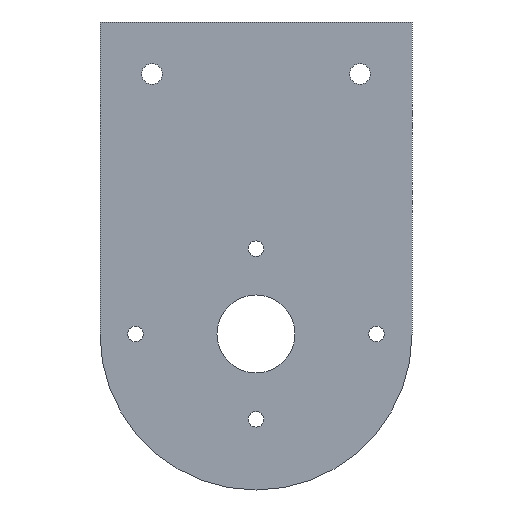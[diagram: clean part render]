
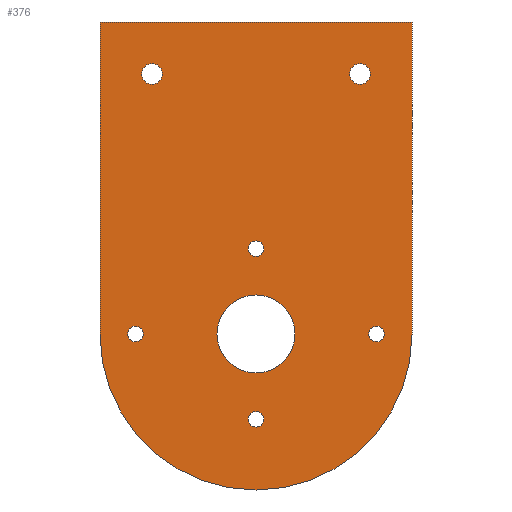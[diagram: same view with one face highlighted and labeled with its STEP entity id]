
A CAD part, left-side view. The second image highlights one B-rep face of the part: STEP entity #376.
In plain terms, the highlighted planar face has unit normal (-1, 0, 0).
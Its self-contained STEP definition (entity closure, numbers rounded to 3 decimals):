
#1=CARTESIAN_POINT('',(0.,0.,0.));
#2=DIRECTION('',(-1.,0.,0.));
#3=DIRECTION('',(0.,-1.,0.));
#4=AXIS2_PLACEMENT_3D('',#1,#2,#3);
#6=CARTESIAN_POINT('',(0.,0.,0.));
#7=DIRECTION('',(-1.,0.,0.));
#8=DIRECTION('',(0.,1.,0.));
#9=AXIS2_PLACEMENT_3D('',#6,#7,#8);
#11=CARTESIAN_POINT('',(0.,23.2,0.));
#12=DIRECTION('',(-1.,0.,0.));
#13=DIRECTION('',(0.,-1.,0.));
#14=AXIS2_PLACEMENT_3D('',#11,#12,#13);
#16=CARTESIAN_POINT('',(0.,23.2,0.));
#17=DIRECTION('',(-1.,0.,0.));
#18=DIRECTION('',(0.,1.,0.));
#19=AXIS2_PLACEMENT_3D('',#16,#17,#18);
#21=CARTESIAN_POINT('',(0.,-23.2,0.));
#22=DIRECTION('',(-1.,0.,0.));
#23=DIRECTION('',(0.,-1.,0.));
#24=AXIS2_PLACEMENT_3D('',#21,#22,#23);
#26=CARTESIAN_POINT('',(0.,-23.2,0.));
#27=DIRECTION('',(-1.,0.,0.));
#28=DIRECTION('',(0.,1.,0.));
#29=AXIS2_PLACEMENT_3D('',#26,#27,#28);
#31=CARTESIAN_POINT('',(0.,0.,-16.4));
#32=DIRECTION('',(-1.,0.,0.));
#33=DIRECTION('',(0.,-1.,0.));
#34=AXIS2_PLACEMENT_3D('',#31,#32,#33);
#36=CARTESIAN_POINT('',(0.,0.,-16.4));
#37=DIRECTION('',(-1.,0.,0.));
#38=DIRECTION('',(0.,1.,0.));
#39=AXIS2_PLACEMENT_3D('',#36,#37,#38);
#41=CARTESIAN_POINT('',(0.,0.,16.4));
#42=DIRECTION('',(-1.,0.,0.));
#43=DIRECTION('',(0.,-1.,0.));
#44=AXIS2_PLACEMENT_3D('',#41,#42,#43);
#46=CARTESIAN_POINT('',(0.,0.,16.4));
#47=DIRECTION('',(-1.,0.,0.));
#48=DIRECTION('',(0.,1.,0.));
#49=AXIS2_PLACEMENT_3D('',#46,#47,#48);
#51=CARTESIAN_POINT('',(0.,0.,0.));
#52=DIRECTION('',(1.,0.,0.));
#53=DIRECTION('',(0.,-1.,0.));
#54=AXIS2_PLACEMENT_3D('',#51,#52,#53);
#56=DIRECTION('',(0.,0.,1.));
#57=VECTOR('',#56,60.);
#58=CARTESIAN_POINT('',(0.,30.,0.));
#59=LINE('',#58,#57);
#60=DIRECTION('',(0.,-1.,0.));
#61=VECTOR('',#60,60.);
#62=CARTESIAN_POINT('',(0.,30.,60.));
#63=LINE('',#62,#61);
#64=DIRECTION('',(0.,0.,-1.));
#65=VECTOR('',#64,60.);
#66=CARTESIAN_POINT('',(0.,-30.,60.));
#67=LINE('',#66,#65);
#68=CARTESIAN_POINT('',(0.,20.,50.));
#69=DIRECTION('',(1.,0.,0.));
#70=DIRECTION('',(0.,-1.,0.));
#71=AXIS2_PLACEMENT_3D('',#68,#69,#70);
#73=CARTESIAN_POINT('',(0.,20.,50.));
#74=DIRECTION('',(1.,0.,0.));
#75=DIRECTION('',(0.,1.,0.));
#76=AXIS2_PLACEMENT_3D('',#73,#74,#75);
#78=CARTESIAN_POINT('',(0.,-20.,50.));
#79=DIRECTION('',(1.,0.,0.));
#80=DIRECTION('',(0.,-1.,0.));
#81=AXIS2_PLACEMENT_3D('',#78,#79,#80);
#83=CARTESIAN_POINT('',(0.,-20.,50.));
#84=DIRECTION('',(1.,0.,0.));
#85=DIRECTION('',(0.,1.,0.));
#86=AXIS2_PLACEMENT_3D('',#83,#84,#85);
#247=CARTESIAN_POINT('',(0.,-7.5,0.));
#248=CARTESIAN_POINT('',(0.,7.5,0.));
#249=VERTEX_POINT('',#247);
#250=VERTEX_POINT('',#248);
#251=CARTESIAN_POINT('',(0.,21.7,0.));
#252=CARTESIAN_POINT('',(0.,24.7,0.));
#253=VERTEX_POINT('',#251);
#254=VERTEX_POINT('',#252);
#255=CARTESIAN_POINT('',(0.,-24.7,0.));
#256=CARTESIAN_POINT('',(0.,-21.7,0.));
#257=VERTEX_POINT('',#255);
#258=VERTEX_POINT('',#256);
#259=CARTESIAN_POINT('',(0.,-1.5,-16.4));
#260=CARTESIAN_POINT('',(0.,1.5,-16.4));
#261=VERTEX_POINT('',#259);
#262=VERTEX_POINT('',#260);
#263=CARTESIAN_POINT('',(0.,-1.5,16.4));
#264=CARTESIAN_POINT('',(0.,1.5,16.4));
#265=VERTEX_POINT('',#263);
#266=VERTEX_POINT('',#264);
#287=CARTESIAN_POINT('',(0.,30.,60.));
#288=CARTESIAN_POINT('',(0.,-30.,60.));
#289=VERTEX_POINT('',#287);
#290=VERTEX_POINT('',#288);
#295=CARTESIAN_POINT('',(0.,30.,0.));
#297=VERTEX_POINT('',#295);
#299=CARTESIAN_POINT('',(0.,-30.,0.));
#301=VERTEX_POINT('',#299);
#303=CARTESIAN_POINT('',(0.,18.,50.));
#304=CARTESIAN_POINT('',(0.,22.,50.));
#305=VERTEX_POINT('',#303);
#306=VERTEX_POINT('',#304);
#307=CARTESIAN_POINT('',(0.,-22.,50.));
#308=CARTESIAN_POINT('',(0.,-18.,50.));
#309=VERTEX_POINT('',#307);
#310=VERTEX_POINT('',#308);
#319=CARTESIAN_POINT('',(0.,0.,0.));
#320=DIRECTION('',(1.,0.,0.));
#321=DIRECTION('',(0.,-1.,0.));
#322=AXIS2_PLACEMENT_3D('',#319,#320,#321);
#323=PLANE('',#322);
#325=ORIENTED_EDGE('',*,*,#324,.T.);
#327=ORIENTED_EDGE('',*,*,#326,.T.);
#329=ORIENTED_EDGE('',*,*,#328,.T.);
#331=ORIENTED_EDGE('',*,*,#330,.T.);
#332=EDGE_LOOP('',(#325,#327,#329,#331));
#333=FACE_OUTER_BOUND('',#332,.F.);
#335=ORIENTED_EDGE('',*,*,#334,.T.);
#337=ORIENTED_EDGE('',*,*,#336,.T.);
#338=EDGE_LOOP('',(#335,#337));
#339=FACE_BOUND('',#338,.F.);
#341=ORIENTED_EDGE('',*,*,#340,.T.);
#343=ORIENTED_EDGE('',*,*,#342,.T.);
#344=EDGE_LOOP('',(#341,#343));
#345=FACE_BOUND('',#344,.F.);
#347=ORIENTED_EDGE('',*,*,#346,.T.);
#349=ORIENTED_EDGE('',*,*,#348,.T.);
#350=EDGE_LOOP('',(#347,#349));
#351=FACE_BOUND('',#350,.F.);
#353=ORIENTED_EDGE('',*,*,#352,.T.);
#355=ORIENTED_EDGE('',*,*,#354,.T.);
#356=EDGE_LOOP('',(#353,#355));
#357=FACE_BOUND('',#356,.F.);
#359=ORIENTED_EDGE('',*,*,#358,.T.);
#361=ORIENTED_EDGE('',*,*,#360,.T.);
#362=EDGE_LOOP('',(#359,#361));
#363=FACE_BOUND('',#362,.F.);
#365=ORIENTED_EDGE('',*,*,#364,.F.);
#367=ORIENTED_EDGE('',*,*,#366,.F.);
#368=EDGE_LOOP('',(#365,#367));
#369=FACE_BOUND('',#368,.F.);
#371=ORIENTED_EDGE('',*,*,#370,.F.);
#373=ORIENTED_EDGE('',*,*,#372,.F.);
#374=EDGE_LOOP('',(#371,#373));
#375=FACE_BOUND('',#374,.F.);
#376=ADVANCED_FACE('',(#333,#339,#345,#351,#357,#363,#369,#375),#323,.F.);
#5=CIRCLE('',#4,7.5);
#10=CIRCLE('',#9,7.5);
#15=CIRCLE('',#14,1.5);
#20=CIRCLE('',#19,1.5);
#25=CIRCLE('',#24,1.5);
#30=CIRCLE('',#29,1.5);
#35=CIRCLE('',#34,1.5);
#40=CIRCLE('',#39,1.5);
#45=CIRCLE('',#44,1.5);
#50=CIRCLE('',#49,1.5);
#55=CIRCLE('',#54,30.);
#72=CIRCLE('',#71,2.);
#77=CIRCLE('',#76,2.);
#82=CIRCLE('',#81,2.);
#87=CIRCLE('',#86,2.);
#324=EDGE_CURVE('',#301,#297,#55,.T.);
#326=EDGE_CURVE('',#297,#289,#59,.T.);
#328=EDGE_CURVE('',#289,#290,#63,.T.);
#330=EDGE_CURVE('',#290,#301,#67,.T.);
#334=EDGE_CURVE('',#253,#254,#15,.T.);
#336=EDGE_CURVE('',#254,#253,#20,.T.);
#340=EDGE_CURVE('',#257,#258,#25,.T.);
#342=EDGE_CURVE('',#258,#257,#30,.T.);
#346=EDGE_CURVE('',#261,#262,#35,.T.);
#348=EDGE_CURVE('',#262,#261,#40,.T.);
#352=EDGE_CURVE('',#265,#266,#45,.T.);
#354=EDGE_CURVE('',#266,#265,#50,.T.);
#358=EDGE_CURVE('',#249,#250,#5,.T.);
#360=EDGE_CURVE('',#250,#249,#10,.T.);
#364=EDGE_CURVE('',#305,#306,#72,.T.);
#366=EDGE_CURVE('',#306,#305,#77,.T.);
#370=EDGE_CURVE('',#309,#310,#82,.T.);
#372=EDGE_CURVE('',#310,#309,#87,.T.);
